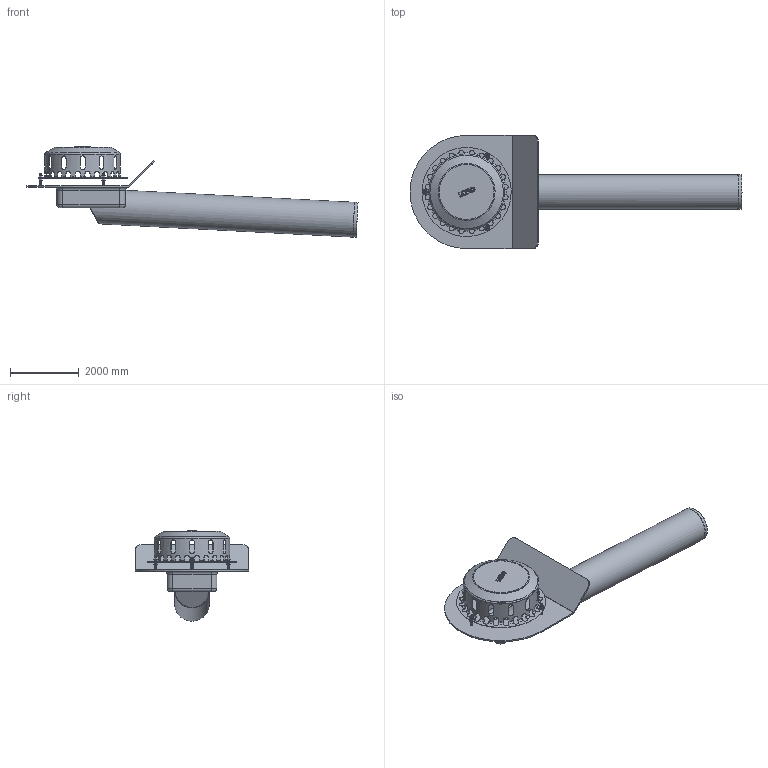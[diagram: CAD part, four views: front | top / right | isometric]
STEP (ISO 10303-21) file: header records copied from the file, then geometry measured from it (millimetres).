
FILE_DESCRIPTION(/* description */ (''),/* implementation_level */ '2;1');
FILE_NAME(/* name */ '01374.100X_3D.stp',/* time_stamp */ '2025-03-12T08:19:32+01:00',/* author */ ('c.rudolph'),/* organization */ (''),/* preprocessor_version */ 'ST-DEVELOPER v20',/* originating_system */ 'AutoCAD Mechanical',/* authorisation */ '');
FILE_SCHEMA (('AUTOMOTIVE_DESIGN { 1 0 10303 214 3 1 1 }'));
Length unit declared in the file: centimetre
Products named in the file (6): Product; *S0; *U2; *U1; *U4; *U3
Assembly tree (9 placements, depth 3):
  Product
    *S0
    *U2
      *U1  x3
    *U4
      *U3  x3
Bounding box: 9676.13 x 3300 x 2630.37 mm (x, y, z)
Volume: 891363442.5 mm3; surface area: 98442037.1 mm2
Topology: 13 solids, 13 shells, 750 faces, 2010 edges, 1244 vertices
Faces by surface type: cone 268, plane 203, cylinder 172, torus 96, bspline 8, sphere 3
Full cylindrical faces by diameter (mm): 49.17 x6, 80 x3, 105 x2, 992 x1, 1016 x1, 1220 x1, 2180 x1, 2200 x1, 2600 x1
Entity records: 23144 total; most frequent: CARTESIAN_POINT 9278, ORIENTED_EDGE 3044, DIRECTION 2783, EDGE_CURVE 1522, AXIS2_PLACEMENT_3D 1070, VERTEX_POINT 964, LINE 643, VECTOR 643
